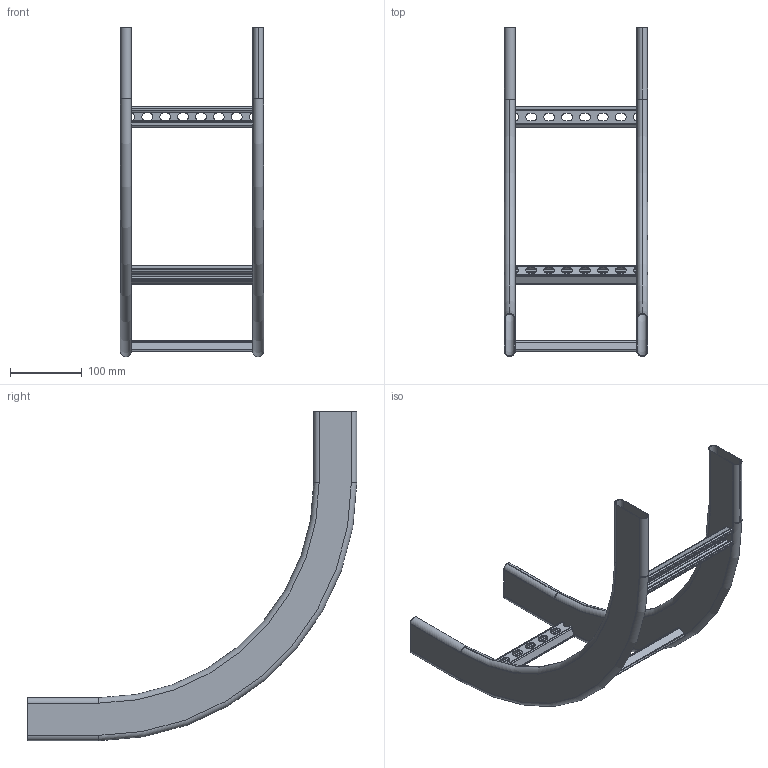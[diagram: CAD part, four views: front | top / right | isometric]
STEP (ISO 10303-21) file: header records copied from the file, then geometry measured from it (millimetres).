
FILE_DESCRIPTION (( 'STEP AP203' ), '1' );
FILE_NAME ('10-02-1632.STEP', '2013-05-14T07:51:20', ( 'asennus' ), ( '' ), 'SwSTEP 2.0', 'SolidWorks 2013', '' );
FILE_SCHEMA (( 'CONFIG_CONTROL_DESIGN' ));
Length unit declared in the file: millimetre
Products named in the file (1): 10-02-1632
Bounding box: 200 x 460 x 460 mm (x, y, z)
Volume: 223543.9 mm3; surface area: 449839.4 mm2
Topology: 5 solids, 5 shells, 300 faces, 722 edges, 432 vertices
Faces by surface type: plane 180, cylinder 108, torus 12
Entity records: 8731 total; most frequent: DIRECTION 1564, CARTESIAN_POINT 1455, ORIENTED_EDGE 1444, EDGE_CURVE 722, AXIS2_PLACEMENT_3D 541, LINE 482, VECTOR 482, VERTEX_POINT 432
